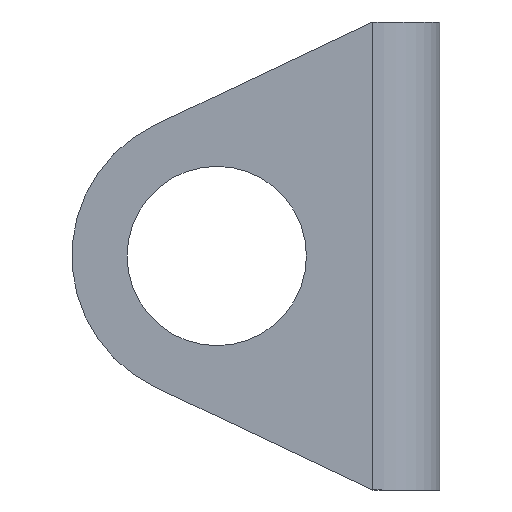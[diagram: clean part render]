
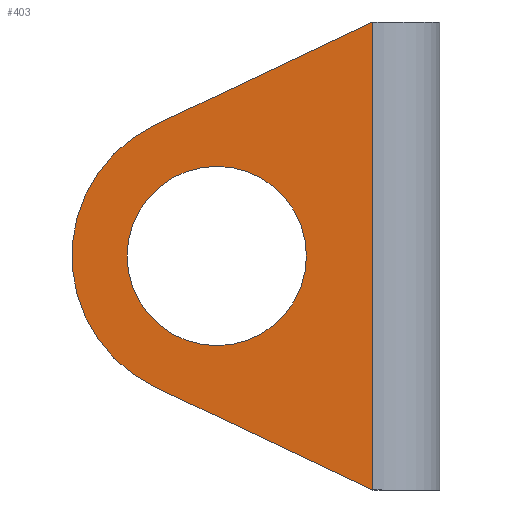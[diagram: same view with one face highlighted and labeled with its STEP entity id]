
A CAD part, left-side view. The second image highlights one B-rep face of the part: STEP entity #403.
In plain terms, the highlighted planar face has unit normal (-1, 0, 0).
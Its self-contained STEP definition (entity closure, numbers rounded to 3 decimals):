
#9 = LINE ( 'NONE', #358, #234 ) ;
#32 = FACE_OUTER_BOUND ( 'NONE', #145, .T. ) ;
#34 = FACE_BOUND ( 'NONE', #149, .T. ) ;
#45 = ORIENTED_EDGE ( 'NONE', *, *, #592, .F. ) ;
#111 = ORIENTED_EDGE ( 'NONE', *, *, #621, .F. ) ;
#112 = ORIENTED_EDGE ( 'NONE', *, *, #553, .F. ) ;
#118 = VECTOR ( 'NONE', #309, 1000. ) ;
#135 = ORIENTED_EDGE ( 'NONE', *, *, #568, .F. ) ;
#145 = EDGE_LOOP ( 'NONE', ( #45, #159, #111, #112 ) ) ;
#149 = EDGE_LOOP ( 'NONE', ( #135, #158 ) ) ;
#158 = ORIENTED_EDGE ( 'NONE', *, *, #580, .F. ) ;
#159 = ORIENTED_EDGE ( 'NONE', *, *, #618, .T. ) ;
#179 = LINE ( 'NONE', #346, #118 ) ;
#200 = VECTOR ( 'NONE', #384, 1000. ) ;
#201 = LINE ( 'NONE', #253, #200 ) ;
#203 = CIRCLE ( 'NONE', #545, 8.05 ) ;
#210 = CIRCLE ( 'NONE', #606, 13. ) ;
#212 = CIRCLE ( 'NONE', #546, 8.05 ) ;
#234 = VECTOR ( 'NONE', #262, 1000. ) ;
#253 = CARTESIAN_POINT ( 'NONE',  ( 0., 6., 42. ) ) ;
#260 = CARTESIAN_POINT ( 'NONE',  ( 0., 20., 21. ) ) ;
#262 = DIRECTION ( 'NONE',  ( 0., 0.904, 0.427 ) ) ;
#267 = DIRECTION ( 'NONE',  ( -1., 0., 0. ) ) ;
#284 = CARTESIAN_POINT ( 'NONE',  ( 0., 25.557, 32.752 ) ) ;
#287 = CARTESIAN_POINT ( 'NONE',  ( 0., 25.557, 9.248 ) ) ;
#291 = CARTESIAN_POINT ( 'NONE',  ( 0., 20., 29.05 ) ) ;
#294 = CARTESIAN_POINT ( 'NONE',  ( 0., 6., 0. ) ) ;
#309 = DIRECTION ( 'NONE',  ( 0., 0.904, -0.427 ) ) ;
#311 = DIRECTION ( 'NONE',  ( 1., 0., 0. ) ) ;
#316 = DIRECTION ( 'NONE',  ( 0., 0., 1. ) ) ;
#346 = CARTESIAN_POINT ( 'NONE',  ( 0., 40.211, 25.823 ) ) ;
#347 = DIRECTION ( 'NONE',  ( 0., 0., -1. ) ) ;
#350 = CARTESIAN_POINT ( 'NONE',  ( 0., 20., 21. ) ) ;
#354 = DIRECTION ( 'NONE',  ( -1., 0., 0. ) ) ;
#357 = CARTESIAN_POINT ( 'NONE',  ( 0., 20., 21. ) ) ;
#358 = CARTESIAN_POINT ( 'NONE',  ( 0., 10.086, 1.932 ) ) ;
#371 = DIRECTION ( 'NONE',  ( 0., 0., 1. ) ) ;
#384 = DIRECTION ( 'NONE',  ( 0., 0., -1. ) ) ;
#403 = ADVANCED_FACE ( 'NONE', ( #34, #32 ), #411, .T. ) ;
#411 = PLANE ( 'NONE',  #595 ) ;
#422 = CARTESIAN_POINT ( 'NONE',  ( 0., 20., 12.95 ) ) ;
#423 = VERTEX_POINT ( 'NONE', #498 ) ;
#428 = CARTESIAN_POINT ( 'NONE',  ( 0., 0., 42. ) ) ;
#485 = VERTEX_POINT ( 'NONE', #422 ) ;
#492 = VERTEX_POINT ( 'NONE', #287 ) ;
#498 = CARTESIAN_POINT ( 'NONE',  ( 0., 6., 42. ) ) ;
#501 = VERTEX_POINT ( 'NONE', #291 ) ;
#503 = DIRECTION ( 'NONE',  ( -1., 0., 0. ) ) ;
#522 = DIRECTION ( 'NONE',  ( 0., 0., 1. ) ) ;
#525 = VERTEX_POINT ( 'NONE', #284 ) ;
#527 = VERTEX_POINT ( 'NONE', #294 ) ;
#545 = AXIS2_PLACEMENT_3D ( 'NONE', #350, #267, #316 ) ;
#546 = AXIS2_PLACEMENT_3D ( 'NONE', #357, #354, #371 ) ;
#553 = EDGE_CURVE ( 'NONE', #527, #492, #9, .T. ) ;
#568 = EDGE_CURVE ( 'NONE', #485, #501, #212, .T. ) ;
#580 = EDGE_CURVE ( 'NONE', #501, #485, #203, .T. ) ;
#592 = EDGE_CURVE ( 'NONE', #423, #527, #201, .T. ) ;
#595 = AXIS2_PLACEMENT_3D ( 'NONE', #428, #503, #522 ) ;
#606 = AXIS2_PLACEMENT_3D ( 'NONE', #260, #311, #347 ) ;
#618 = EDGE_CURVE ( 'NONE', #423, #525, #179, .T. ) ;
#621 = EDGE_CURVE ( 'NONE', #492, #525, #210, .T. ) ;
